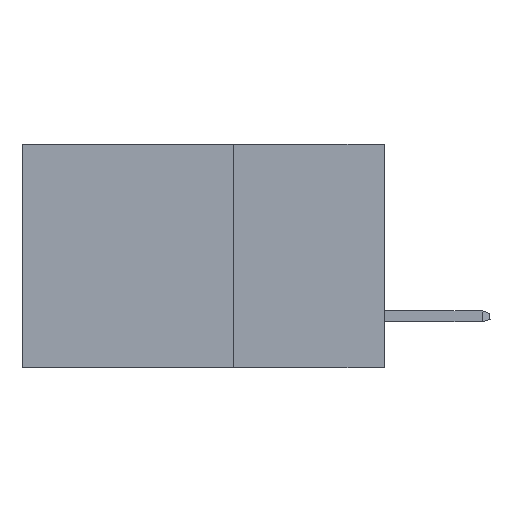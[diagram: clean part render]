
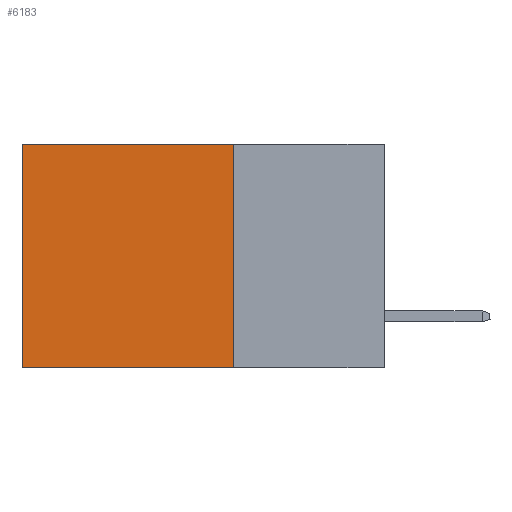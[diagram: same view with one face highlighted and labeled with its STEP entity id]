
A CAD part, left-side view. The second image highlights one B-rep face of the part: STEP entity #6183.
In plain terms, the highlighted planar face has unit normal (-1, 0, 0).
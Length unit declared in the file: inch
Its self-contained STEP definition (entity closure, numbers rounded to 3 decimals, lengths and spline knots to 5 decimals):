
#393 = ORIENTED_EDGE ( 'NONE', *, *, #3384, .T. ) ;
#574 = VECTOR ( 'NONE', #6883, 39.37008 ) ;
#620 = DIRECTION ( 'NONE',  ( 0., 0., -1. ) ) ;
#633 = CARTESIAN_POINT ( 'NONE',  ( 0.298, 0.6, 0. ) ) ;
#932 = CARTESIAN_POINT ( 'NONE',  ( 0.298, 0.6, -0.37 ) ) ;
#1140 = LINE ( 'NONE', #7349, #5665 ) ;
#1272 = VERTEX_POINT ( 'NONE', #633 ) ;
#1338 = ORIENTED_EDGE ( 'NONE', *, *, #2292, .T. ) ;
#1355 = DIRECTION ( 'NONE',  ( 0., 0., -1. ) ) ;
#1665 = EDGE_CURVE ( 'NONE', #3182, #4308, #1140, .T. ) ;
#2292 = EDGE_CURVE ( 'NONE', #4029, #1272, #7228, .T. ) ;
#2801 = FACE_OUTER_BOUND ( 'NONE', #7870, .T. ) ;
#3182 = VERTEX_POINT ( 'NONE', #4870 ) ;
#3384 = EDGE_CURVE ( 'NONE', #1272, #4308, #7925, .T. ) ;
#4029 = VERTEX_POINT ( 'NONE', #4322 ) ;
#4308 = VERTEX_POINT ( 'NONE', #932 ) ;
#4322 = CARTESIAN_POINT ( 'NONE',  ( 0.298, 0.25, 0. ) ) ;
#4788 = ORIENTED_EDGE ( 'NONE', *, *, #1665, .F. ) ;
#4797 = DIRECTION ( 'NONE',  ( 0., 0., -1. ) ) ;
#4870 = CARTESIAN_POINT ( 'NONE',  ( 0.298, 0.25, -0.37 ) ) ;
#5006 = LINE ( 'NONE', #7543, #8872 ) ;
#5407 = CARTESIAN_POINT ( 'NONE',  ( 0.298, 0.6, 0. ) ) ;
#5665 = VECTOR ( 'NONE', #9430, 39.37008 ) ;
#5831 = PLANE ( 'NONE',  #9667 ) ;
#6094 = ORIENTED_EDGE ( 'NONE', *, *, #8719, .F. ) ;
#6183 = ADVANCED_FACE ( 'NONE', ( #2801 ), #5831, .F. ) ;
#6632 = DIRECTION ( 'NONE',  ( 1., 0., 0. ) ) ;
#6883 = DIRECTION ( 'NONE',  ( 0., 1., 0. ) ) ;
#7228 = LINE ( 'NONE', #8283, #574 ) ;
#7349 = CARTESIAN_POINT ( 'NONE',  ( 0.298, 0.25, -0.37 ) ) ;
#7543 = CARTESIAN_POINT ( 'NONE',  ( 0.298, 0.25, 0. ) ) ;
#7870 = EDGE_LOOP ( 'NONE', ( #393, #4788, #6094, #1338 ) ) ;
#7925 = LINE ( 'NONE', #5407, #9759 ) ;
#8283 = CARTESIAN_POINT ( 'NONE',  ( 0.298, 0.25, 0. ) ) ;
#8719 = EDGE_CURVE ( 'NONE', #4029, #3182, #5006, .T. ) ;
#8872 = VECTOR ( 'NONE', #620, 39.37008 ) ;
#9430 = DIRECTION ( 'NONE',  ( 0., 1., 0. ) ) ;
#9667 = AXIS2_PLACEMENT_3D ( 'NONE', #10122, #6632, #1355 ) ;
#9759 = VECTOR ( 'NONE', #4797, 39.37008 ) ;
#10122 = CARTESIAN_POINT ( 'NONE',  ( 0.298, 0.25, 0. ) ) ;
